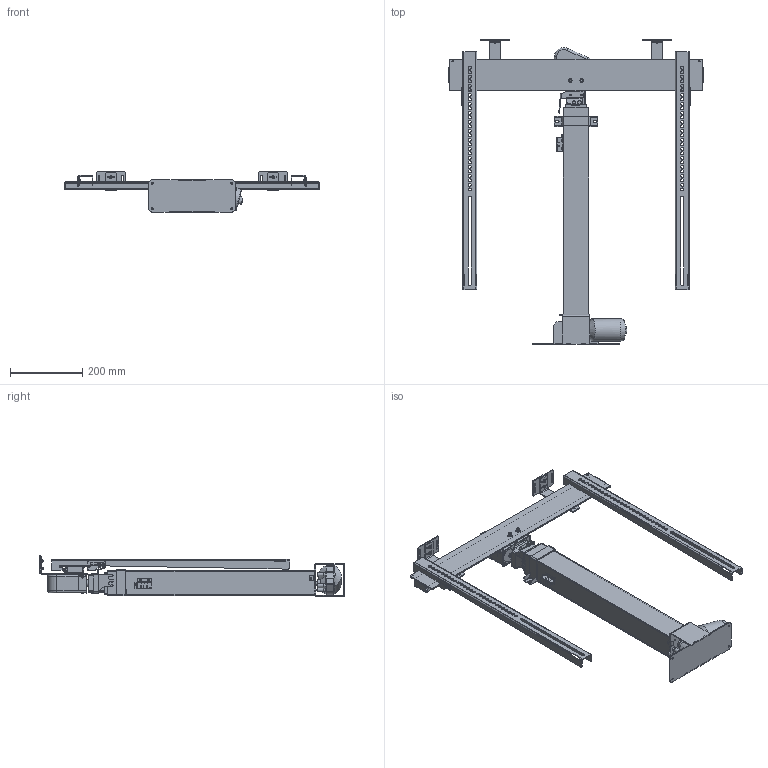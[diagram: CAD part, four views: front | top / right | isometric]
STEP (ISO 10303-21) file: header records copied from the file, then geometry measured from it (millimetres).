
FILE_DESCRIPTION((''),'2;1');
FILE_NAME('RL2.00.00 PODNOŚNIK RL2 Rotacyjny_Uproszczony.stp','2021-07-13T11:37:44',('m.krzysiek'),(''),'Autodesk Inventor 2011','Autodesk Inventor 2011','');
FILE_SCHEMA(('CONFIG_CONTROL_DESIGN'));
Length unit declared in the file: millimetre
Products named in the file (48): PK2.00.00; RL2.01.00 Moduł napędu_Rotacyjny; E2.01.01 Zespół napędowy K2_Model Uproszczony; KE.09.00 Zespł podstawy K_Model uproszczony; KE.09.01 Moduł podstawy; KE.09.01.01 Płytka silnika; PK.09.01.02 Podstawa; KE.09.01.03 Uchwyt sztycy pionowej; SILNIK 107.692_FCEE; PK.03.00 Oslona krancowki; PK.04.00 Dystans krańcówki; ISO 7045 - M2 x 16; Krańcówka; RL2.01.02 Zespół teleskopu RL22_Rotacyjny; K2.01.02.01 Profil zewnętrzny; K2.01.02.02 Profil pośredni; RL2.01.01.01Profil wewnętrzny_Rotolift; ISO 4762 - M3 x 5; Głowica rotacyjna_V10_uproszczony; Korpus dolny; Osłona dolna; Zaczep TV; ISO 7380 M3 x 6; ISO 10642 M3 x  8; Zespół napędowy; Wkładka nośna rotacyjna; WAŁ; Kolo rotacji_V3; Osłona_tworzywo_1,5; RL2.02.00 Uchwyt telewizora _RL2; RL2.10.00 Moduł belki nośnej; RL2.10.01 Belka pozioma_B3M; PK.10.02 Nakładka belki; PK.01.01 Tulejka belki; K2.02.02 Belka pionowa; PK.01.03 Blokada zawiesia; ISO 7380 M4 x 8; ISO 4762 - M6 x 35; ISO 4762 - M6 x 12; PK.02.00 Uchwyt teleskopu ...
Assembly tree (71 placements, depth 6):
  PK2.00.00
    RL2.01.00 Moduł napędu_Rotacyjny
      E2.01.01 Zespół napędowy K2_Model Uproszczony
        KE.09.00 Zespł podstawy K_Model uproszczony
          KE.09.01 Moduł podstawy
            KE.09.01.01 Płytka silnika
            PK.09.01.02 Podstawa
            KE.09.01.03 Uchwyt sztycy pionowej
          SILNIK 107.692_FCEE
      PK.03.00 Oslona krancowki
      PK.04.00 Dystans krańcówki
      ISO 7045 - M2 x 16  x2
      Krańcówka  x2
      RL2.01.02 Zespół teleskopu RL22_Rotacyjny
        K2.01.02.01 Profil zewnętrzny
        K2.01.02.02 Profil pośredni
        RL2.01.01.01Profil wewnętrzny_Rotolift
      ISO 4762 - M3 x 5  x3
      Głowica rotacyjna_V10_uproszczony
        Korpus dolny
        Osłona dolna
        Zaczep TV
        ISO 7380 M3 x 6  x4
        ISO 10642 M3 x  8  x4
        Zespół napędowy
          Wkładka nośna rotacyjna
          WAŁ
          Kolo rotacji_V3
        Osłona_tworzywo_1,5
    RL2.02.00 Uchwyt telewizora _RL2
      RL2.10.00 Moduł belki nośnej
        RL2.10.01 Belka pozioma_B3M
        PK.10.02 Nakładka belki
        PK.01.01 Tulejka belki  x2
      K2.02.02 Belka pionowa  x2
      PK.01.03 Blokada zawiesia  x2
      ISO 7380 M4 x 8  x4
    ISO 4762 - M6 x 35  x2
    ISO 4762 - M6 x 12  x2
    PK.02.00 Uchwyt teleskopu
      PK.02.01 Uchwyt teleskopu_blacha
      PK.02.02 Nakładka filcowa
    Uchwyt kabli_1
    Uchwyt klapy k_rot  x2
    Uchwyt klapy 2 zlozenie  x2
      Uchwyt klapy k_rot2
      FH-M00-00-ST Stal cynkowana-M4x0.7-12
    ISO 4032 M4  x4
Bounding box: 707.6 x 845 x 112.02 mm (x, y, z)
Volume: 2191178.1 mm3; surface area: 1648289.6 mm2
Topology: 62 solids, 62 shells, 2297 faces, 5925 edges, 3768 vertices
Faces by surface type: plane 1315, cylinder 714, cone 155, bspline 61, torus 50, sphere 2
Full cylindrical faces by diameter (mm): 1 x6, 1.567 x2, 1.783 x2, 2 x2, 2.013 x2, 2.459 x10, 2.5 x7, 3 x12, 3.2 x2, 3.242 x12, 3.5 x4, 3.6 x4, 3.8 x1, 4 x12, 4.1 x12, 4.134 x6, 4.2 x2, 4.5 x6, 4.917 x4, 5 x4, 5.2 x6, 5.5 x11, 5.54 x4, 5.7 x4, 6 x11, 7 x2, 7.5 x6, 7.6 x4, 8 x2, 8.5 x56
Entity records: 57818 total; most frequent: CARTESIAN_POINT 17470, DIRECTION 8173, ORIENTED_EDGE 7738, EDGE_CURVE 3869, AXIS2_PLACEMENT_3D 2876, VERTEX_POINT 2610, VECTOR 2421, LINE 2421
